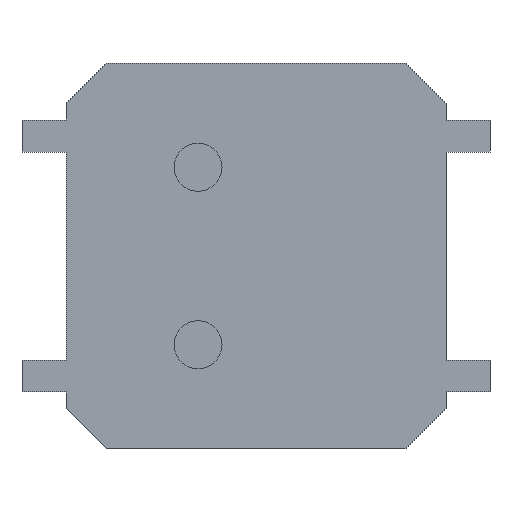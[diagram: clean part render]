
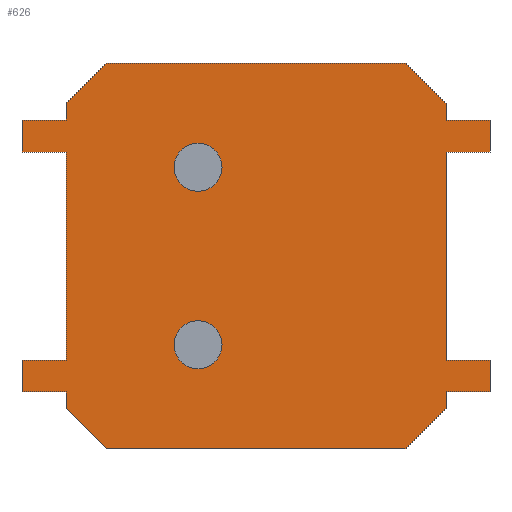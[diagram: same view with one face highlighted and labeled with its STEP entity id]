
A CAD part, front view. The second image highlights one B-rep face of the part: STEP entity #626.
In plain terms, the highlighted planar face has unit normal (0, -1, 0).
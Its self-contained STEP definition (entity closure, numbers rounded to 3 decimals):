
#17=FACE_BOUND('',#120,.T.);
#18=FACE_BOUND('',#121,.T.);
#49=PLANE('',#682);
#83=FACE_OUTER_BOUND('',#119,.T.);
#119=EDGE_LOOP('',(#564,#565,#566,#567,#568,#569,#570,#571,#572,#573,#574,
#575,#576,#577,#578,#579,#580,#581,#582,#583,#584,#585,#586,#587));
#120=EDGE_LOOP('',(#588));
#121=EDGE_LOOP('',(#589));
#132=LINE('',#888,#208);
#134=LINE('',#893,#210);
#136=LINE('',#896,#212);
#138=LINE('',#902,#214);
#146=LINE('',#917,#222);
#147=LINE('',#919,#223);
#154=LINE('',#934,#230);
#156=LINE('',#939,#232);
#158=LINE('',#942,#234);
#160=LINE('',#948,#236);
#168=LINE('',#963,#244);
#169=LINE('',#965,#245);
#170=LINE('',#969,#246);
#174=LINE('',#976,#250);
#175=LINE('',#977,#251);
#178=LINE('',#982,#254);
#179=LINE('',#985,#255);
#182=LINE('',#991,#258);
#185=LINE('',#997,#261);
#188=LINE('',#1002,#264);
#189=LINE('',#1003,#265);
#192=LINE('',#1008,#268);
#193=LINE('',#1011,#269);
#196=LINE('',#1016,#272);
#208=VECTOR('',#731,10.);
#210=VECTOR('',#735,10.);
#212=VECTOR('',#739,10.);
#214=VECTOR('',#743,10.);
#222=VECTOR('',#755,10.);
#223=VECTOR('',#758,10.);
#230=VECTOR('',#769,10.);
#232=VECTOR('',#773,10.);
#234=VECTOR('',#777,10.);
#236=VECTOR('',#781,10.);
#244=VECTOR('',#793,10.);
#245=VECTOR('',#796,10.);
#246=VECTOR('',#799,10.);
#250=VECTOR('',#805,10.);
#251=VECTOR('',#806,10.);
#254=VECTOR('',#809,10.);
#255=VECTOR('',#812,10.);
#258=VECTOR('',#817,10.);
#261=VECTOR('',#822,10.);
#264=VECTOR('',#827,10.);
#265=VECTOR('',#828,10.);
#268=VECTOR('',#831,10.);
#269=VECTOR('',#834,10.);
#272=VECTOR('',#839,10.);
#275=CIRCLE('',#643,0.6);
#277=CIRCLE('',#647,0.6);
#283=VERTEX_POINT('',#849);
#285=VERTEX_POINT('',#856);
#294=VERTEX_POINT('',#884);
#295=VERTEX_POINT('',#886);
#296=VERTEX_POINT('',#890);
#297=VERTEX_POINT('',#892);
#298=VERTEX_POINT('',#898);
#300=VERTEX_POINT('',#901);
#304=VERTEX_POINT('',#913);
#305=VERTEX_POINT('',#915);
#310=VERTEX_POINT('',#930);
#311=VERTEX_POINT('',#932);
#312=VERTEX_POINT('',#936);
#313=VERTEX_POINT('',#938);
#314=VERTEX_POINT('',#944);
#316=VERTEX_POINT('',#947);
#320=VERTEX_POINT('',#959);
#321=VERTEX_POINT('',#961);
#322=VERTEX_POINT('',#967);
#323=VERTEX_POINT('',#968);
#327=VERTEX_POINT('',#980);
#328=VERTEX_POINT('',#984);
#330=VERTEX_POINT('',#990);
#332=VERTEX_POINT('',#996);
#335=VERTEX_POINT('',#1006);
#336=VERTEX_POINT('',#1010);
#340=EDGE_CURVE('',#283,#283,#275,.T.);
#343=EDGE_CURVE('',#285,#285,#277,.T.);
#356=EDGE_CURVE('',#294,#295,#132,.T.);
#358=EDGE_CURVE('',#296,#297,#134,.T.);
#360=EDGE_CURVE('',#297,#295,#136,.T.);
#362=EDGE_CURVE('',#298,#300,#138,.T.);
#370=EDGE_CURVE('',#304,#305,#146,.T.);
#371=EDGE_CURVE('',#300,#305,#147,.T.);
#378=EDGE_CURVE('',#310,#311,#154,.T.);
#380=EDGE_CURVE('',#312,#313,#156,.T.);
#382=EDGE_CURVE('',#313,#311,#158,.T.);
#384=EDGE_CURVE('',#314,#316,#160,.T.);
#392=EDGE_CURVE('',#320,#321,#168,.T.);
#393=EDGE_CURVE('',#316,#321,#169,.T.);
#394=EDGE_CURVE('',#322,#323,#170,.T.);
#398=EDGE_CURVE('',#298,#294,#174,.T.);
#399=EDGE_CURVE('',#323,#304,#175,.T.);
#402=EDGE_CURVE('',#296,#327,#178,.T.);
#403=EDGE_CURVE('',#328,#327,#179,.T.);
#406=EDGE_CURVE('',#328,#330,#182,.T.);
#409=EDGE_CURVE('',#332,#330,#185,.T.);
#412=EDGE_CURVE('',#310,#314,#188,.T.);
#413=EDGE_CURVE('',#320,#332,#189,.T.);
#416=EDGE_CURVE('',#335,#312,#192,.T.);
#417=EDGE_CURVE('',#336,#335,#193,.T.);
#420=EDGE_CURVE('',#322,#336,#196,.T.);
#564=ORIENTED_EDGE('',*,*,#420,.F.);
#565=ORIENTED_EDGE('',*,*,#394,.T.);
#566=ORIENTED_EDGE('',*,*,#399,.T.);
#567=ORIENTED_EDGE('',*,*,#370,.T.);
#568=ORIENTED_EDGE('',*,*,#371,.F.);
#569=ORIENTED_EDGE('',*,*,#362,.F.);
#570=ORIENTED_EDGE('',*,*,#398,.T.);
#571=ORIENTED_EDGE('',*,*,#356,.T.);
#572=ORIENTED_EDGE('',*,*,#360,.F.);
#573=ORIENTED_EDGE('',*,*,#358,.F.);
#574=ORIENTED_EDGE('',*,*,#402,.T.);
#575=ORIENTED_EDGE('',*,*,#403,.F.);
#576=ORIENTED_EDGE('',*,*,#406,.T.);
#577=ORIENTED_EDGE('',*,*,#409,.F.);
#578=ORIENTED_EDGE('',*,*,#413,.F.);
#579=ORIENTED_EDGE('',*,*,#392,.T.);
#580=ORIENTED_EDGE('',*,*,#393,.F.);
#581=ORIENTED_EDGE('',*,*,#384,.F.);
#582=ORIENTED_EDGE('',*,*,#412,.F.);
#583=ORIENTED_EDGE('',*,*,#378,.T.);
#584=ORIENTED_EDGE('',*,*,#382,.F.);
#585=ORIENTED_EDGE('',*,*,#380,.F.);
#586=ORIENTED_EDGE('',*,*,#416,.F.);
#587=ORIENTED_EDGE('',*,*,#417,.F.);
#588=ORIENTED_EDGE('',*,*,#340,.T.);
#589=ORIENTED_EDGE('',*,*,#343,.T.);
#626=ADVANCED_FACE('',(#83,#17,#18),#49,.F.);
#643=AXIS2_PLACEMENT_3D('',#851,#690,#691);
#647=AXIS2_PLACEMENT_3D('',#858,#699,#700);
#682=AXIS2_PLACEMENT_3D('',#1019,#843,#844);
#690=DIRECTION('center_axis',(0.,1.,0.));
#691=DIRECTION('ref_axis',(1.,0.,0.));
#699=DIRECTION('center_axis',(0.,1.,0.));
#700=DIRECTION('ref_axis',(1.,0.,0.));
#731=DIRECTION('',(-1.,0.,0.));
#735=DIRECTION('',(-1.,0.,0.));
#739=DIRECTION('',(0.,0.,1.));
#743=DIRECTION('',(-1.,0.,0.));
#755=DIRECTION('',(-1.,0.,0.));
#758=DIRECTION('',(0.,0.,1.));
#769=DIRECTION('',(1.,0.,0.));
#773=DIRECTION('',(1.,0.,0.));
#777=DIRECTION('',(0.,0.,-1.));
#781=DIRECTION('',(1.,0.,0.));
#793=DIRECTION('',(1.,0.,0.));
#796=DIRECTION('',(0.,0.,-1.));
#799=DIRECTION('',(-0.707,0.,-0.707));
#805=DIRECTION('',(0.,0.,-1.));
#806=DIRECTION('',(0.,0.,-1.));
#809=DIRECTION('',(0.,0.,-1.));
#812=DIRECTION('',(-0.707,0.,0.707));
#817=DIRECTION('',(1.,0.,0.));
#822=DIRECTION('',(-0.707,0.,-0.707));
#827=DIRECTION('',(0.,0.,-1.));
#828=DIRECTION('',(0.,0.,-1.));
#831=DIRECTION('',(0.,0.,-1.));
#834=DIRECTION('',(0.707,0.,-0.707));
#839=DIRECTION('',(1.,0.,0.));
#843=DIRECTION('center_axis',(0.,1.,0.));
#844=DIRECTION('ref_axis',(1.,0.,0.));
#849=CARTESIAN_POINT('',(-2.05,0.,2.22));
#851=CARTESIAN_POINT('Origin',(-1.45,0.,2.22));
#856=CARTESIAN_POINT('',(-2.05,0.,-2.22));
#858=CARTESIAN_POINT('Origin',(-1.45,0.,-2.22));
#884=CARTESIAN_POINT('',(-4.75,0.,-2.6));
#886=CARTESIAN_POINT('',(-5.85,0.,-2.6));
#888=CARTESIAN_POINT('',(-4.75,0.,-2.6));
#890=CARTESIAN_POINT('',(-4.75,0.,-3.4));
#892=CARTESIAN_POINT('',(-5.85,0.,-3.4));
#893=CARTESIAN_POINT('',(-4.75,0.,-3.4));
#896=CARTESIAN_POINT('',(-5.85,0.,-2.6));
#898=CARTESIAN_POINT('',(-4.75,0.,2.6));
#901=CARTESIAN_POINT('',(-5.85,0.,2.6));
#902=CARTESIAN_POINT('',(-4.75,0.,2.6));
#913=CARTESIAN_POINT('',(-4.75,0.,3.4));
#915=CARTESIAN_POINT('',(-5.85,0.,3.4));
#917=CARTESIAN_POINT('',(-4.75,0.,3.4));
#919=CARTESIAN_POINT('',(-5.85,0.,2.6));
#930=CARTESIAN_POINT('',(4.75,0.,2.6));
#932=CARTESIAN_POINT('',(5.85,0.,2.6));
#934=CARTESIAN_POINT('',(4.75,0.,2.6));
#936=CARTESIAN_POINT('',(4.75,0.,3.4));
#938=CARTESIAN_POINT('',(5.85,0.,3.4));
#939=CARTESIAN_POINT('',(4.75,0.,3.4));
#942=CARTESIAN_POINT('',(5.85,0.,2.6));
#944=CARTESIAN_POINT('',(4.75,0.,-2.6));
#947=CARTESIAN_POINT('',(5.85,0.,-2.6));
#948=CARTESIAN_POINT('',(4.75,0.,-2.6));
#959=CARTESIAN_POINT('',(4.75,0.,-3.4));
#961=CARTESIAN_POINT('',(5.85,0.,-3.4));
#963=CARTESIAN_POINT('',(4.75,0.,-3.4));
#965=CARTESIAN_POINT('',(5.85,0.,-2.6));
#967=CARTESIAN_POINT('',(-3.75,0.,4.82));
#968=CARTESIAN_POINT('',(-4.75,0.,3.82));
#969=CARTESIAN_POINT('',(-3.75,0.,4.82));
#976=CARTESIAN_POINT('',(-4.75,0.,3.82));
#977=CARTESIAN_POINT('',(-4.75,0.,3.82));
#980=CARTESIAN_POINT('',(-4.75,0.,-3.82));
#982=CARTESIAN_POINT('',(-4.75,0.,3.82));
#984=CARTESIAN_POINT('',(-3.75,0.,-4.82));
#985=CARTESIAN_POINT('',(-3.75,0.,-4.82));
#990=CARTESIAN_POINT('',(3.75,0.,-4.82));
#991=CARTESIAN_POINT('',(-3.75,0.,-4.82));
#996=CARTESIAN_POINT('',(4.75,0.,-3.82));
#997=CARTESIAN_POINT('',(4.75,0.,-3.82));
#1002=CARTESIAN_POINT('',(4.75,0.,3.82));
#1003=CARTESIAN_POINT('',(4.75,0.,3.82));
#1006=CARTESIAN_POINT('',(4.75,0.,3.82));
#1008=CARTESIAN_POINT('',(4.75,0.,3.82));
#1010=CARTESIAN_POINT('',(3.75,0.,4.82));
#1011=CARTESIAN_POINT('',(3.75,0.,4.82));
#1016=CARTESIAN_POINT('',(-3.75,0.,4.82));
#1019=CARTESIAN_POINT('Origin',(0.,0.,0.));
